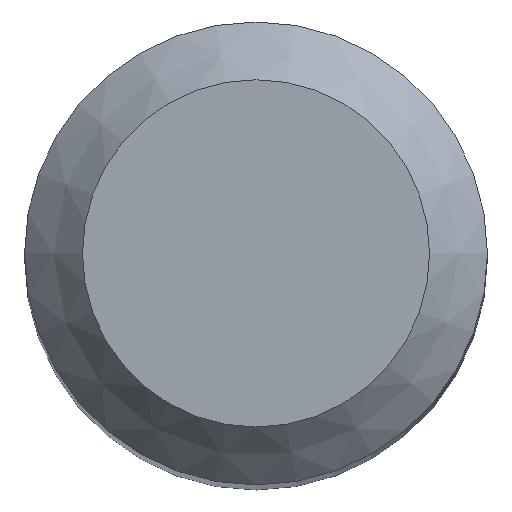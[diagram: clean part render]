
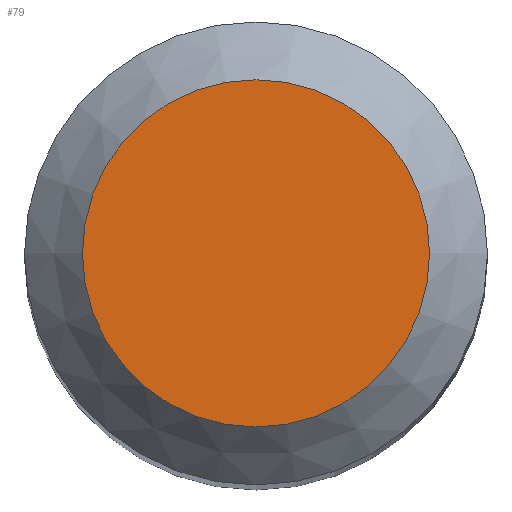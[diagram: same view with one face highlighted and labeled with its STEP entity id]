
A CAD part, top view. The second image highlights one B-rep face of the part: STEP entity #79.
In plain terms, the highlighted planar face has unit normal (0, 0, 1).
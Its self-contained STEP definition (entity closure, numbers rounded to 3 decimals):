
#16=PLANE('',#110);
#22=FACE_OUTER_BOUND('',#27,.T.);
#27=EDGE_LOOP('',(#72));
#39=CIRCLE('',#109,0.75);
#45=VERTEX_POINT('',#155);
#53=EDGE_CURVE('',#45,#45,#39,.T.);
#72=ORIENTED_EDGE('',*,*,#53,.F.);
#79=ADVANCED_FACE('',(#22),#16,.T.);
#109=AXIS2_PLACEMENT_3D('',#156,#133,#134);
#110=AXIS2_PLACEMENT_3D('',#158,#136,#137);
#133=DIRECTION('center_axis',(0.,0.,-1.));
#134=DIRECTION('ref_axis',(-1.,0.,0.));
#136=DIRECTION('center_axis',(0.,0.,1.));
#137=DIRECTION('ref_axis',(1.,0.,0.));
#155=CARTESIAN_POINT('',(0.75,0.,6.5));
#156=CARTESIAN_POINT('Origin',(0.,0.,6.5));
#158=CARTESIAN_POINT('Origin',(0.,0.,6.5));
